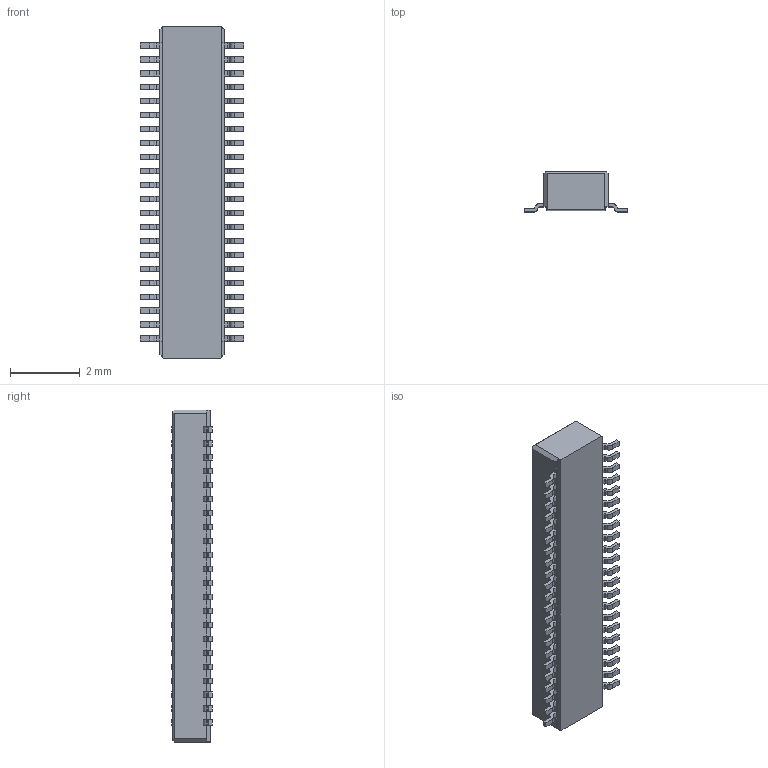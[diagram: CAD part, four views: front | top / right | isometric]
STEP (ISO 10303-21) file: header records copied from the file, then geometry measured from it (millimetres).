
FILE_DESCRIPTION(/* description */ (''),/* implementation_level */ '2;1');
FILE_NAME(/* name */ 'Hirose - DF40C-40DP-0.4V51.step',/* time_stamp */ '2019-12-02T16:23:14+00:00',/* author */ (''),/* organization */ (''),/* preprocessor_version */ 'ST-DEVELOPER v18',/* originating_system */ 'Autodesk Translation Framework v8.12.0.6',/* authorisation */ '');
FILE_SCHEMA (('AUTOMOTIVE_DESIGN { 1 0 10303 214 3 1 1 }'));
Length unit declared in the file: millimetre
Products named in the file (1): Connector - Hirose - DF40C-40DP-0.4V51
Bounding box: 2.97 x 1.15 x 9.52 mm (x, y, z)
Volume: 11.5 mm3; surface area: 90.6 mm2
Topology: 1 solids, 2 shells, 1061 faces, 2885 edges, 1826 vertices
Faces by surface type: plane 714, cylinder 331, torus 12, cone 4
Entity records: 33959 total; most frequent: CARTESIAN_POINT 5869, ORIENTED_EDGE 5764, DIRECTION 5695, EDGE_CURVE 2885, LINE 2183, VECTOR 2183, VERTEX_POINT 1826, AXIS2_PLACEMENT_3D 1756
